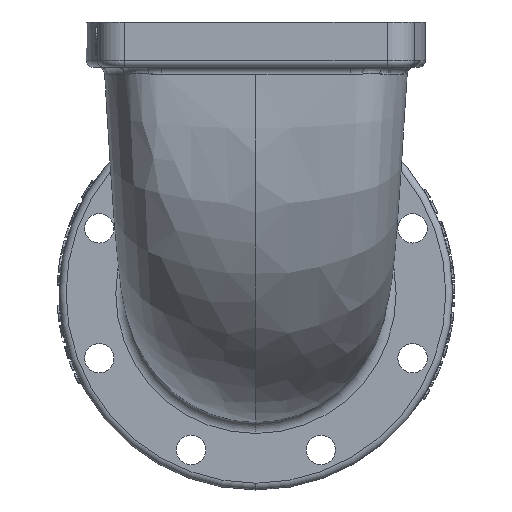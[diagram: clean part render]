
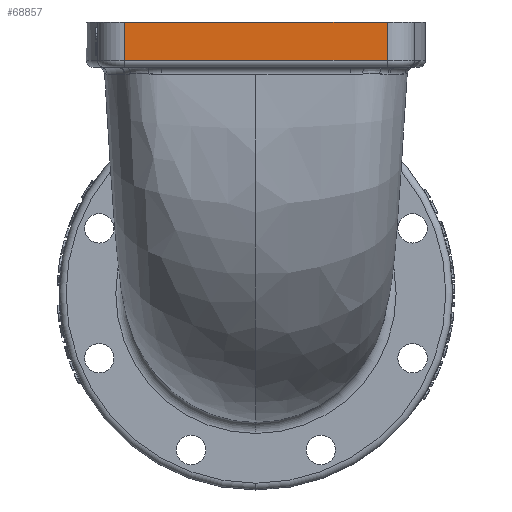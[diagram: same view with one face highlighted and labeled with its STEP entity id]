
A CAD part, front view. The second image highlights one B-rep face of the part: STEP entity #68857.
In plain terms, the highlighted planar face has unit normal (0, -1, 0).
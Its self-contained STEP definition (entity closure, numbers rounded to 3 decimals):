
#6066 = LINE ( 'NONE', #7345, #6069 ) ;
#6069 = VECTOR ( 'NONE', #7343, 1000. ) ;
#6071 = VECTOR ( 'NONE', #7363, 1000. ) ;
#6074 = LINE ( 'NONE', #7364, #6071 ) ;
#6114 = VECTOR ( 'NONE', #7368, 1000. ) ;
#6116 = LINE ( 'NONE', #7369, #6114 ) ;
#6370 = LINE ( 'NONE', #7215, #6390 ) ;
#6390 = VECTOR ( 'NONE', #7213, 1000. ) ;
#7213 = DIRECTION ( 'NONE',  ( 1., 0., 0. ) ) ;
#7215 = CARTESIAN_POINT ( 'NONE',  ( 58., -70., -17. ) ) ;
#7343 = DIRECTION ( 'NONE',  ( 0., 0., 1. ) ) ;
#7345 = CARTESIAN_POINT ( 'NONE',  ( -58., -70., -20. ) ) ;
#7363 = DIRECTION ( 'NONE',  ( -1., 0., 0. ) ) ;
#7364 = CARTESIAN_POINT ( 'NONE',  ( 58., -70., 0. ) ) ;
#7368 = DIRECTION ( 'NONE',  ( 0., 0., 1. ) ) ;
#7369 = CARTESIAN_POINT ( 'NONE',  ( 58., -70., -20. ) ) ;
#11582 = VERTEX_POINT ( 'NONE', #49935 ) ;
#11610 = VERTEX_POINT ( 'NONE', #49900 ) ;
#11778 = VERTEX_POINT ( 'NONE', #49730 ) ;
#11821 = VERTEX_POINT ( 'NONE', #49686 ) ;
#35191 = EDGE_LOOP ( 'NONE', ( #50553, #70012, #70039, #50581 ) ) ;
#42308 = AXIS2_PLACEMENT_3D ( 'NONE', #56689, #56700, #56701 ) ;
#49686 = CARTESIAN_POINT ( 'NONE',  ( -58., -70., -17. ) ) ;
#49730 = CARTESIAN_POINT ( 'NONE',  ( -58., -70., 0. ) ) ;
#49900 = CARTESIAN_POINT ( 'NONE',  ( 58., -70., -17. ) ) ;
#49935 = CARTESIAN_POINT ( 'NONE',  ( 58., -70., 0. ) ) ;
#50553 = ORIENTED_EDGE ( 'NONE', *, *, #60774, .T. ) ;
#50581 = ORIENTED_EDGE ( 'NONE', *, *, #60726, .T. ) ;
#56689 = CARTESIAN_POINT ( 'NONE',  ( 58., -70., -20. ) ) ;
#56690 = PLANE ( 'NONE',  #42308 ) ;
#56700 = DIRECTION ( 'NONE',  ( 0., 1., 0. ) ) ;
#56701 = DIRECTION ( 'NONE',  ( 0., 0., 1. ) ) ;
#60726 = EDGE_CURVE ( 'NONE', #11821, #11610, #6370, .T. ) ;
#60774 = EDGE_CURVE ( 'NONE', #11610, #11582, #6116, .T. ) ;
#60776 = EDGE_CURVE ( 'NONE', #11582, #11778, #6074, .T. ) ;
#60781 = EDGE_CURVE ( 'NONE', #11821, #11778, #6066, .T. ) ;
#68857 = ADVANCED_FACE ( 'NONE', ( #69212 ), #56690, .F. ) ;
#69212 = FACE_OUTER_BOUND ( 'NONE', #35191, .T. ) ;
#70012 = ORIENTED_EDGE ( 'NONE', *, *, #60776, .T. ) ;
#70039 = ORIENTED_EDGE ( 'NONE', *, *, #60781, .F. ) ;
